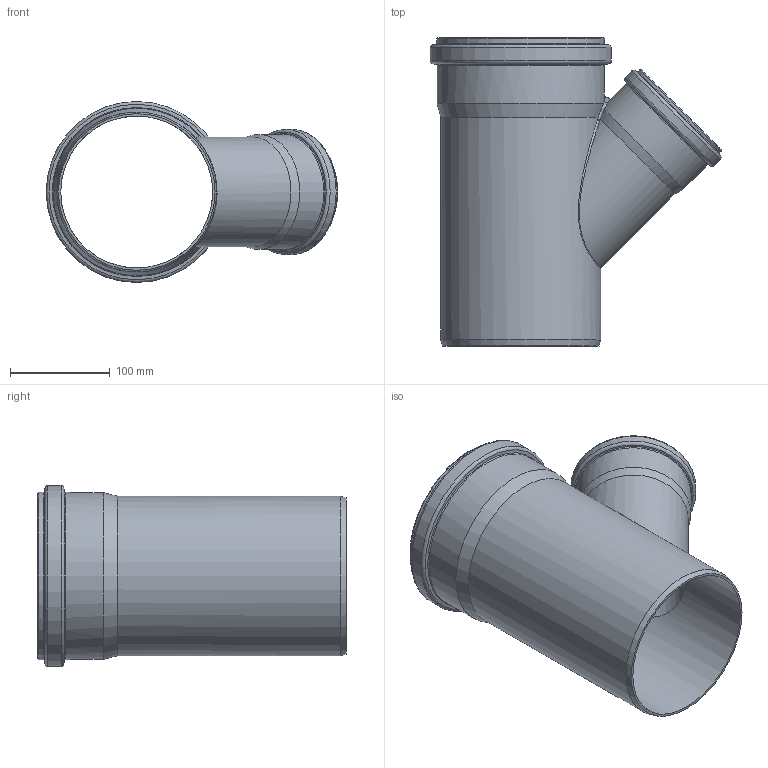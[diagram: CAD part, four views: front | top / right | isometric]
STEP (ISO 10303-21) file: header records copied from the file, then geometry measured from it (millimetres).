
FILE_DESCRIPTION(/* description */ (''),/* implementation_level */ '2;1');
FILE_NAME(/* name */ '177210 HTsafeEA DN_OD 160_110_45°.stp',/* time_stamp */ '2017-03-13T12:21:58+01:00',/* author */ ('user1'),/* organization */ (''),/* preprocessor_version */ 'ST-DEVELOPER v16.1',/* originating_system */ 'Autodesk Inventor 2016',/* authorisation */ '');
FILE_SCHEMA (('AUTOMOTIVE_DESIGN { 1 0 10303 214 3 1 1 }'));
Length unit declared in the file: millimetre
Products named in the file (1): 177210 HTsafeEA DN_OD 160_110_45°
Bounding box: 292 x 308.5 x 181.3 mm (x, y, z)
Volume: 673790.5 mm3; surface area: 390578.6 mm2
Topology: 1 solids, 1 shells, 68 faces, 155 edges, 91 vertices
Faces by surface type: cylinder 20, torus 20, cone 13, plane 8, bspline 7
Full cylindrical faces by diameter (mm): 104.6 x1, 110.4 x1, 110.7 x2, 115.2 x1, 115.5 x1, 120.6 x1, 125.4 x1, 152.2 x1, 160 x1, 160.5 x1, 160.8 x2, 167.5 x1, 167.8 x1, 174.3 x1, 181.3 x1
Entity records: 89643 total; most frequent: CARTESIAN_POINT 88332, DIRECTION 270, ORIENTED_EDGE 204, AXIS2_PLACEMENT_3D 131, EDGE_LOOP 122, EDGE_CURVE 102, VERTEX_POINT 86, FACE_OUTER_BOUND 68
